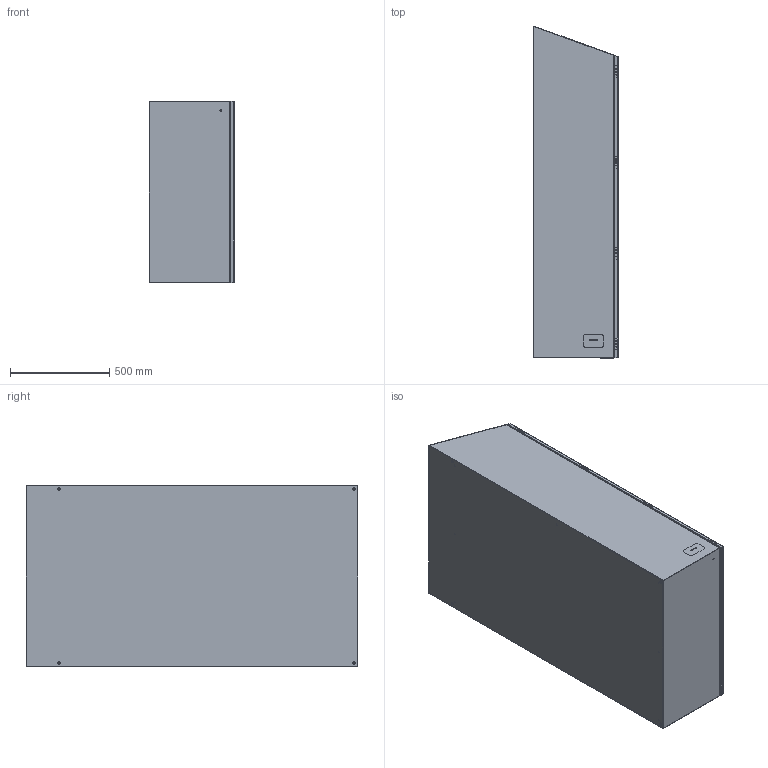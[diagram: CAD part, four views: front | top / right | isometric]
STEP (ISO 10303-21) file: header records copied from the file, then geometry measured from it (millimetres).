
FILE_DESCRIPTION (( 'STEP AP214' ), '1' );
FILE_NAME ('ST603616SS.STEP', '2019-07-10T11:04:06', ( '' ), ( '' ), 'SwSTEP 2.0', 'SolidWorks 2018', '' );
FILE_SCHEMA (( 'AUTOMOTIVE_DESIGN' ));
Length unit declared in the file: inch
Products named in the file (1): ST603616SS
Bounding box: 431.72 x 1671.07 x 914.4 mm (x, y, z)
Volume: 10226743.7 mm3; surface area: 11411107.7 mm2
Topology: 68 solids, 69 shells, 1920 faces, 4661 edges, 2959 vertices
Faces by surface type: plane 979, cylinder 556, bspline 293, torus 50, cone 42
Entity records: 86905 total; most frequent: CARTESIAN_POINT 17294, ORIENTED_EDGE 9262, DIRECTION 8690, EDGE_CURVE 4631, AXIS2_PLACEMENT_3D 2965, VERTEX_POINT 2959, LINE 2760, VECTOR 2760
